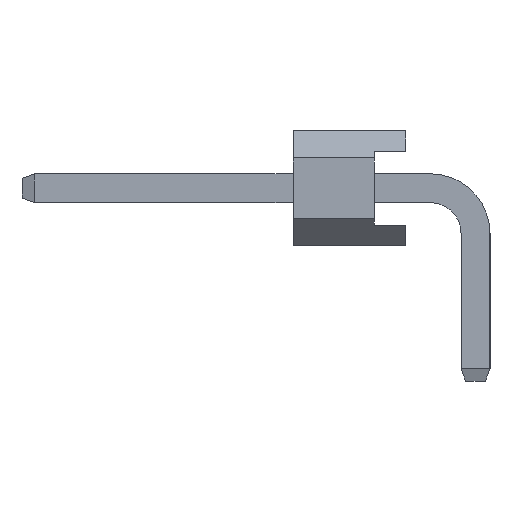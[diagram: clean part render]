
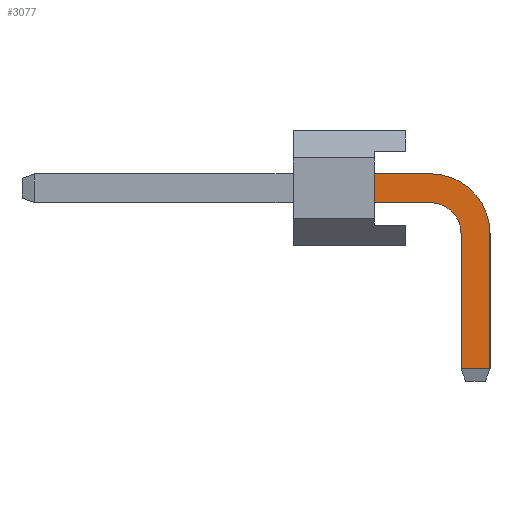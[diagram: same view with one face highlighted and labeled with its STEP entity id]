
A CAD part, left-side view. The second image highlights one B-rep face of the part: STEP entity #3077.
In plain terms, the highlighted planar face has unit normal (-1, 0, 0).
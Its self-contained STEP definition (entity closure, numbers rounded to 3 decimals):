
#3077=ADVANCED_FACE('',(#8573),#8575,.T.);
#8573=FACE_BOUND('',#8574,.T.);
#8574=EDGE_LOOP('',(#13041,#13042,#13043,#13044,#13045,#13046,#13047,#13048));
#8575=PLANE('',#8576);
#8576=AXIS2_PLACEMENT_3D('',#8577,#8578,#8579);
#8577=CARTESIAN_POINT('',(-0.32,0.32,-3.));
#8578=DIRECTION('',(-1.,0.,0.));
#8579=DIRECTION('',(0.,-1.,0.));
#13041=ORIENTED_EDGE('',*,*,#15701,.T.);
#13042=ORIENTED_EDGE('',*,*,#15702,.T.);
#13043=ORIENTED_EDGE('',*,*,#15703,.T.);
#13044=ORIENTED_EDGE('',*,*,#15704,.T.);
#13045=ORIENTED_EDGE('',*,*,#14829,.T.);
#13046=ORIENTED_EDGE('',*,*,#15705,.F.);
#13047=ORIENTED_EDGE('',*,*,#15706,.F.);
#13048=ORIENTED_EDGE('',*,*,#15707,.F.);
#14829=EDGE_CURVE('',#16977,#16978,#16979,.T.);
#15701=EDGE_CURVE('',#18345,#18346,#18347,.T.);
#15702=EDGE_CURVE('',#18346,#18348,#18349,.T.);
#15703=EDGE_CURVE('',#18348,#18350,#18351,.T.);
#15704=EDGE_CURVE('',#18350,#16977,#18352,.T.);
#15705=EDGE_CURVE('',#18353,#16978,#18354,.T.);
#15706=EDGE_CURVE('',#18355,#18353,#18356,.T.);
#15707=EDGE_CURVE('',#18345,#18355,#18357,.T.);
#16977=VERTEX_POINT('',#20641);
#16978=VERTEX_POINT('',#20642);
#16979=LINE('',#20643,#20644);
#18345=VERTEX_POINT('',#23833);
#18346=VERTEX_POINT('',#23834);
#18347=LINE('',#23835,#23836);
#18348=VERTEX_POINT('',#23838);
#18349=LINE('',#23839,#23840);
#18350=VERTEX_POINT('',#23842);
#18351=CIRCLE('',#23843,1.32);
#18352=LINE('',#23847,#23848);
#18353=VERTEX_POINT('',#23850);
#18354=LINE('',#23851,#23852);
#18355=VERTEX_POINT('',#23854);
#18356=CIRCLE('',#23855,0.68);
#18357=LINE('',#23859,#23860);
#20641=CARTESIAN_POINT('',(-0.32,2.24,1.59));
#20642=CARTESIAN_POINT('',(-0.32,2.24,0.95));
#20643=CARTESIAN_POINT('',(-0.32,2.24,1.59));
#20644=VECTOR('',#20645,1.);
#20645=DIRECTION('',(0.,0.,-1.));
#23833=CARTESIAN_POINT('',(-0.32,0.32,-2.725));
#23834=CARTESIAN_POINT('',(-0.32,-0.32,-2.725));
#23835=CARTESIAN_POINT('',(-0.32,0.32,-2.725));
#23836=VECTOR('',#23837,1.);
#23837=DIRECTION('',(0.,-1.,0.));
#23838=CARTESIAN_POINT('',(-0.32,-0.32,0.27));
#23839=CARTESIAN_POINT('',(-0.32,-0.32,-2.725));
#23840=VECTOR('',#23841,1.);
#23841=DIRECTION('',(0.,0.,1.));
#23842=CARTESIAN_POINT('',(-0.32,1.,1.59));
#23843=AXIS2_PLACEMENT_3D('',#23844,#23845,#23846);
#23844=CARTESIAN_POINT('',(-0.32,1.,0.27));
#23845=DIRECTION('',(-1.,-0.,0.));
#23846=DIRECTION('',(0.,-1.,0.));
#23847=CARTESIAN_POINT('',(-0.32,1.,1.59));
#23848=VECTOR('',#23849,1.);
#23849=DIRECTION('',(0.,1.,0.));
#23850=CARTESIAN_POINT('',(-0.32,1.,0.95));
#23851=CARTESIAN_POINT('',(-0.32,1.,0.95));
#23852=VECTOR('',#23853,1.);
#23853=DIRECTION('',(0.,1.,0.));
#23854=CARTESIAN_POINT('',(-0.32,0.32,0.27));
#23855=AXIS2_PLACEMENT_3D('',#23856,#23857,#23858);
#23856=CARTESIAN_POINT('',(-0.32,1.,0.27));
#23857=DIRECTION('',(-1.,-0.,0.));
#23858=DIRECTION('',(0.,-1.,0.));
#23859=CARTESIAN_POINT('',(-0.32,0.32,-2.725));
#23860=VECTOR('',#23861,1.);
#23861=DIRECTION('',(0.,0.,1.));
